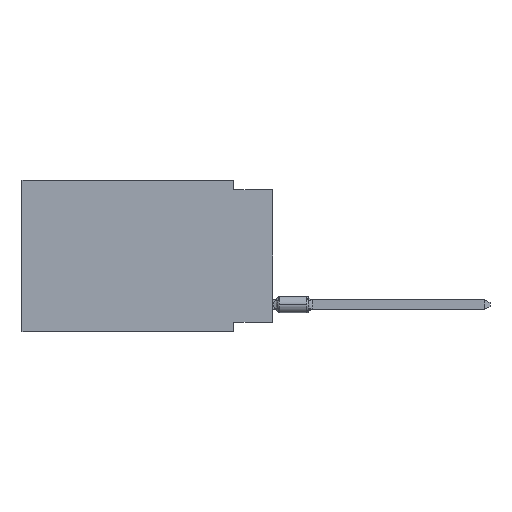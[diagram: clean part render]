
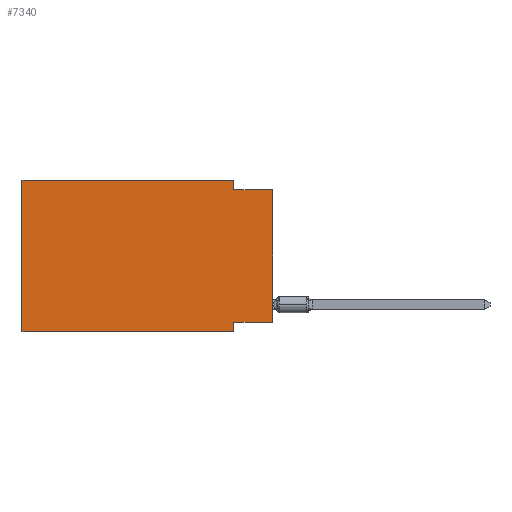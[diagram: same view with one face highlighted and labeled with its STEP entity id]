
A CAD part, left-side view. The second image highlights one B-rep face of the part: STEP entity #7340.
In plain terms, the highlighted planar face has unit normal (-1, 0, 0).
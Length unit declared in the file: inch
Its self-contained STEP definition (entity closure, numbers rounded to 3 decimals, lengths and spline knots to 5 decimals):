
#180 = ORIENTED_EDGE ( 'NONE', *, *, #3395, .F. ) ;
#924 = CARTESIAN_POINT ( 'NONE',  ( 0., 0.645, -0.39 ) ) ;
#976 = EDGE_CURVE ( 'NONE', #18239, #5816, #16326, .T. ) ;
#1169 = LINE ( 'NONE', #6804, #17925 ) ;
#1196 = DIRECTION ( 'NONE',  ( 0., 0., 1. ) ) ;
#1764 = DIRECTION ( 'NONE',  ( 0., -1., 0. ) ) ;
#2070 = VECTOR ( 'NONE', #2091, 39.37008 ) ;
#2091 = DIRECTION ( 'NONE',  ( 0., 0., 1. ) ) ;
#2216 = LINE ( 'NONE', #13472, #11486 ) ;
#2599 = AXIS2_PLACEMENT_3D ( 'NONE', #17614, #14821, #7899 ) ;
#2616 = VECTOR ( 'NONE', #6928, 39.37008 ) ;
#2943 = CARTESIAN_POINT ( 'NONE',  ( 0., 0.1, -0.39 ) ) ;
#3395 = EDGE_CURVE ( 'NONE', #6480, #12455, #16084, .T. ) ;
#3469 = VERTEX_POINT ( 'NONE', #924 ) ;
#3818 = EDGE_CURVE ( 'NONE', #13760, #12455, #16136, .T. ) ;
#4415 = VECTOR ( 'NONE', #1764, 39.37008 ) ;
#4882 = CARTESIAN_POINT ( 'NONE',  ( 0., 0.1, -0.39 ) ) ;
#5023 = FACE_OUTER_BOUND ( 'NONE', #12300, .T. ) ;
#5681 = CARTESIAN_POINT ( 'NONE',  ( 0., 0.1, -0.365 ) ) ;
#5730 = ORIENTED_EDGE ( 'NONE', *, *, #3818, .T. ) ;
#5816 = VERTEX_POINT ( 'NONE', #6290 ) ;
#6290 = CARTESIAN_POINT ( 'NONE',  ( 0., 0.1, 0. ) ) ;
#6480 = VERTEX_POINT ( 'NONE', #16004 ) ;
#6704 = ORIENTED_EDGE ( 'NONE', *, *, #13148, .F. ) ;
#6804 = CARTESIAN_POINT ( 'NONE',  ( 0., 0.1, 0. ) ) ;
#6928 = DIRECTION ( 'NONE',  ( 0., 1., 0. ) ) ;
#7340 = ADVANCED_FACE ( 'NONE', ( #5023 ), #16402, .F. ) ;
#7349 = VECTOR ( 'NONE', #14204, 39.37008 ) ;
#7879 = EDGE_CURVE ( 'NONE', #13760, #14952, #15071, .T. ) ;
#7899 = DIRECTION ( 'NONE',  ( 0., 0., -1. ) ) ;
#8320 = EDGE_CURVE ( 'NONE', #14952, #10070, #9962, .T. ) ;
#9144 = VECTOR ( 'NONE', #12056, 39.37008 ) ;
#9316 = EDGE_CURVE ( 'NONE', #3469, #10070, #2216, .T. ) ;
#9962 = LINE ( 'NONE', #2943, #7349 ) ;
#10070 = VERTEX_POINT ( 'NONE', #4882 ) ;
#10267 = ORIENTED_EDGE ( 'NONE', *, *, #976, .F. ) ;
#10397 = ORIENTED_EDGE ( 'NONE', *, *, #17182, .F. ) ;
#10808 = LINE ( 'NONE', #12449, #12233 ) ;
#11087 = CARTESIAN_POINT ( 'NONE',  ( 0., 0., -0.365 ) ) ;
#11293 = CARTESIAN_POINT ( 'NONE',  ( 0., 0., -0.025 ) ) ;
#11486 = VECTOR ( 'NONE', #14692, 39.37008 ) ;
#12056 = DIRECTION ( 'NONE',  ( 0., -1., 0. ) ) ;
#12233 = VECTOR ( 'NONE', #1196, 39.37008 ) ;
#12300 = EDGE_LOOP ( 'NONE', ( #5730, #180, #6704, #10267, #10397, #16594, #16187, #14393 ) ) ;
#12449 = CARTESIAN_POINT ( 'NONE',  ( 0., 0.645, 0. ) ) ;
#12455 = VERTEX_POINT ( 'NONE', #11293 ) ;
#13085 = CARTESIAN_POINT ( 'NONE',  ( 0., 0.645, 0. ) ) ;
#13148 = EDGE_CURVE ( 'NONE', #5816, #6480, #1169, .T. ) ;
#13472 = CARTESIAN_POINT ( 'NONE',  ( 0., 0.645, -0.39 ) ) ;
#13760 = VERTEX_POINT ( 'NONE', #17418 ) ;
#14204 = DIRECTION ( 'NONE',  ( 0., 0., -1. ) ) ;
#14393 = ORIENTED_EDGE ( 'NONE', *, *, #7879, .F. ) ;
#14692 = DIRECTION ( 'NONE',  ( 0., -1., 0. ) ) ;
#14742 = CARTESIAN_POINT ( 'NONE',  ( 0., 0., 0. ) ) ;
#14821 = DIRECTION ( 'NONE',  ( 1., 0., 0. ) ) ;
#14952 = VERTEX_POINT ( 'NONE', #5681 ) ;
#15071 = LINE ( 'NONE', #11087, #2616 ) ;
#16004 = CARTESIAN_POINT ( 'NONE',  ( 0., 0.1, -0.025 ) ) ;
#16084 = LINE ( 'NONE', #17492, #4415 ) ;
#16136 = LINE ( 'NONE', #14742, #2070 ) ;
#16187 = ORIENTED_EDGE ( 'NONE', *, *, #8320, .F. ) ;
#16326 = LINE ( 'NONE', #16697, #9144 ) ;
#16402 = PLANE ( 'NONE',  #2599 ) ;
#16594 = ORIENTED_EDGE ( 'NONE', *, *, #9316, .T. ) ;
#16697 = CARTESIAN_POINT ( 'NONE',  ( 0., 0.645, 0. ) ) ;
#17182 = EDGE_CURVE ( 'NONE', #3469, #18239, #10808, .T. ) ;
#17418 = CARTESIAN_POINT ( 'NONE',  ( 0., 0., -0.365 ) ) ;
#17492 = CARTESIAN_POINT ( 'NONE',  ( 0., 0., -0.025 ) ) ;
#17614 = CARTESIAN_POINT ( 'NONE',  ( 0., 0.645, 0. ) ) ;
#17915 = DIRECTION ( 'NONE',  ( 0., 0., -1. ) ) ;
#17925 = VECTOR ( 'NONE', #17915, 39.37008 ) ;
#18239 = VERTEX_POINT ( 'NONE', #13085 ) ;
